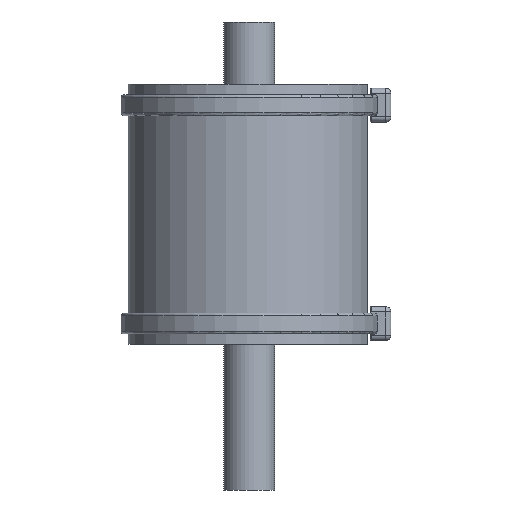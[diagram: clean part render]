
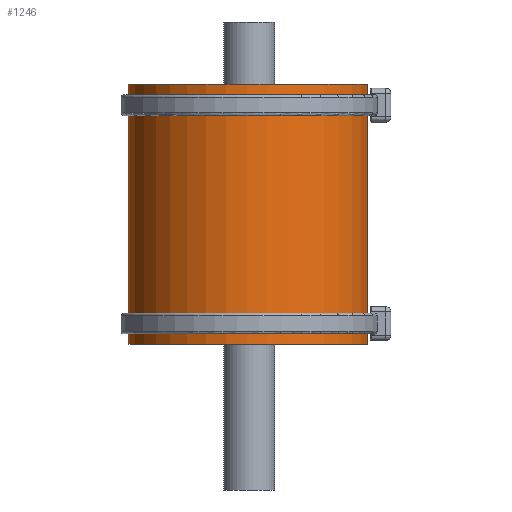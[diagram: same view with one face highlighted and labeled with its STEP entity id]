
A CAD part, left-side view. The second image highlights one B-rep face of the part: STEP entity #1246.
In plain terms, the highlighted cylindrical face has radius 23.25 mm (diameter 46.5 mm), a partial arc.
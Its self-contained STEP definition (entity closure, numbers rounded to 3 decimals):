
#486=LINE('',#2273,#542);
#492=LINE('',#2289,#548);
#542=VECTOR('',#1758,1000.);
#548=VECTOR('',#1772,1000.);
#747=ORIENTED_EDGE('',*,*,#903,.F.);
#748=ORIENTED_EDGE('',*,*,#902,.F.);
#749=ORIENTED_EDGE('',*,*,#904,.T.);
#750=ORIENTED_EDGE('',*,*,#894,.T.);
#894=EDGE_CURVE('',#981,#979,#486,.T.);
#902=EDGE_CURVE('',#986,#985,#492,.T.);
#903=EDGE_CURVE('',#985,#979,#1043,.T.);
#904=EDGE_CURVE('',#986,#981,#1044,.T.);
#979=VERTEX_POINT('',#2271);
#981=VERTEX_POINT('',#2274);
#985=VERTEX_POINT('',#2286);
#986=VERTEX_POINT('',#2288);
#1043=CIRCLE('',#1421,23.25);
#1044=CIRCLE('',#1422,23.25);
#1096=EDGE_LOOP('',(#747,#748,#749,#750));
#1160=FACE_BOUND('',#1096,.T.);
#1200=CYLINDRICAL_SURFACE('',#1420,23.25);
#1246=ADVANCED_FACE('',(#1160),#1200,.T.);
#1420=AXIS2_PLACEMENT_3D('',#2290,#1773,#1774);
#1421=AXIS2_PLACEMENT_3D('',#2291,#1775,#1776);
#1422=AXIS2_PLACEMENT_3D('',#2292,#1777,#1778);
#1758=DIRECTION('',(0.,0.,-1.));
#1772=DIRECTION('',(0.,0.,-1.));
#1773=DIRECTION('',(0.,0.,-1.));
#1774=DIRECTION('',(-1.,0.,0.));
#1775=DIRECTION('',(0.,0.,-1.));
#1776=DIRECTION('',(1.,0.,0.));
#1777=DIRECTION('',(0.,0.,-1.));
#1778=DIRECTION('',(1.,0.,0.));
#2271=CARTESIAN_POINT('',(-5.,22.706,0.));
#2273=CARTESIAN_POINT('',(-5.,22.706,50.));
#2274=CARTESIAN_POINT('',(-5.,22.706,50.));
#2286=CARTESIAN_POINT('',(5.,22.706,0.));
#2288=CARTESIAN_POINT('',(5.,22.706,50.));
#2289=CARTESIAN_POINT('',(5.,22.706,50.));
#2290=CARTESIAN_POINT('',(0.,0.,50.));
#2291=CARTESIAN_POINT('',(0.,0.,0.));
#2292=CARTESIAN_POINT('',(0.,0.,50.));
